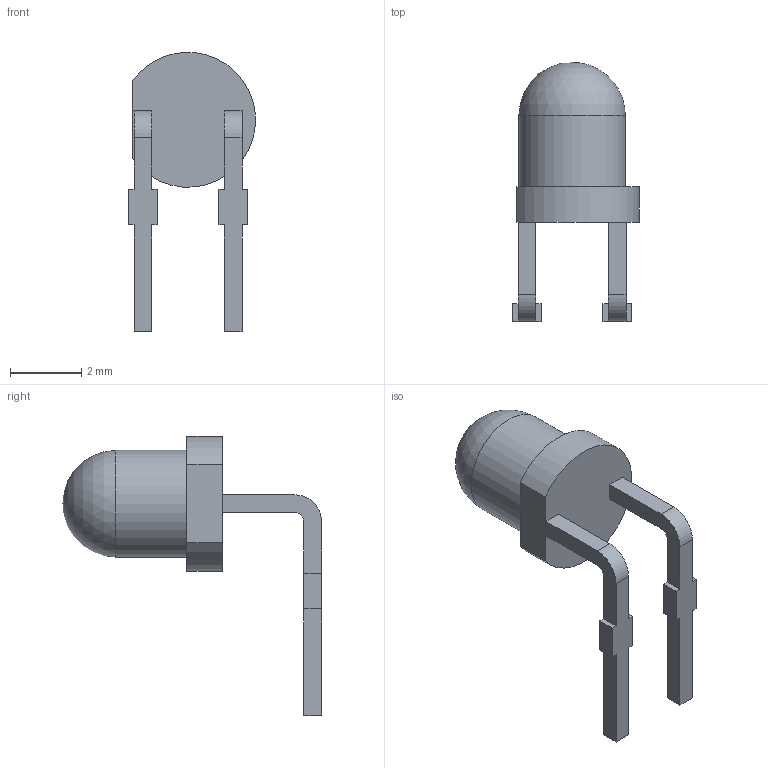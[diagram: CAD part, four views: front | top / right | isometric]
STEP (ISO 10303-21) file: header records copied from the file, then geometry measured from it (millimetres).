
FILE_DESCRIPTION(('Open CASCADE Model'),'2;1');
FILE_NAME('Open CASCADE Shape Model','2023-10-09T15:50:13',('Author'),('Open CASCADE'),'Open CASCADE STEP processor 7.7','Open CASCADE 7.7','Unknown');
FILE_SCHEMA(('AUTOMOTIVE_DESIGN { 1 0 10303 214 1 1 1 1 }'));
Length unit declared in the file: millimetre
Products named in the file (1): Horizontal, 2.54 mm Offset
Bounding box: 3.56 x 7.29 x 7.85 mm (x, y, z)
Volume: 36.5 mm3; surface area: 94.3 mm2
Topology: 1 solids, 1 shells, 40 faces, 107 edges, 71 vertices
Faces by surface type: plane 33, bspline 4, cylinder 2, sphere 1
Full cylindrical faces by diameter (mm): 3 x1
Entity records: 873 total; most frequent: ORIENTED_EDGE 172, CARTESIAN_POINT 139, EDGE_CURVE 106, LINE 73, VERTEX_POINT 71, FACE_BOUND 43, EDGE_LOOP 43, ADVANCED_FACE 40
